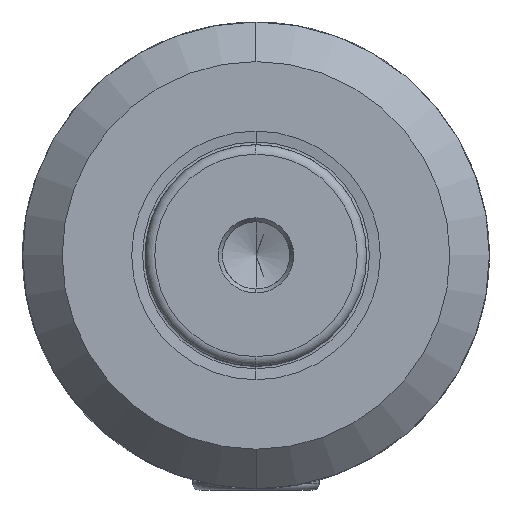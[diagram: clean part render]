
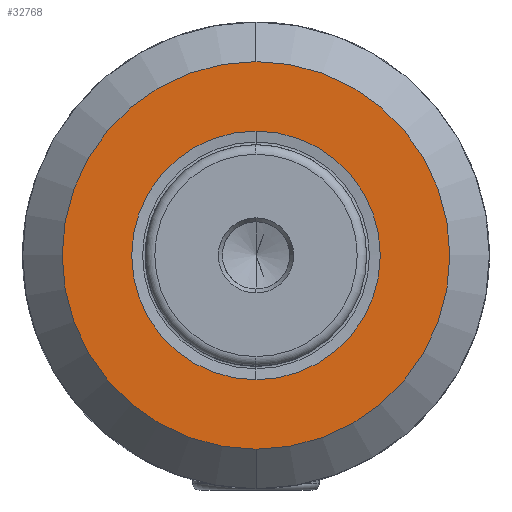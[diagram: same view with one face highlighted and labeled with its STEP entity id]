
A CAD part, left-side view. The second image highlights one B-rep face of the part: STEP entity #32768.
In plain terms, the highlighted planar face has unit normal (-1, 0, 0).
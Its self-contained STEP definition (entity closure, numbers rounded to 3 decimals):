
#956 = CIRCLE ( 'NONE', #12346, 24.5 ) ;
#2816 = AXIS2_PLACEMENT_3D ( 'NONE', #30666, #9824, #17355 ) ;
#3029 = VERTEX_POINT ( 'NONE', #6289 ) ;
#4247 = DIRECTION ( 'NONE',  ( -1., 0., 0. ) ) ;
#4782 = AXIS2_PLACEMENT_3D ( 'NONE', #26565, #34201, #26452 ) ;
#5904 = CARTESIAN_POINT ( 'NONE',  ( -86., 0., 0. ) ) ;
#6289 = CARTESIAN_POINT ( 'NONE',  ( -86., 0., 24.5 ) ) ;
#6356 = AXIS2_PLACEMENT_3D ( 'NONE', #33303, #4247, #17658 ) ;
#7392 = EDGE_CURVE ( 'NONE', #29936, #19680, #26781, .T. ) ;
#7576 = DIRECTION ( 'NONE',  ( 0., 0., 1. ) ) ;
#8569 = DIRECTION ( 'NONE',  ( -1., 0., 0. ) ) ;
#8610 = EDGE_CURVE ( 'NONE', #3029, #27092, #15528, .T. ) ;
#9824 = DIRECTION ( 'NONE',  ( 1., 0., 0. ) ) ;
#12346 = AXIS2_PLACEMENT_3D ( 'NONE', #28663, #15465, #7576 ) ;
#12473 = FACE_OUTER_BOUND ( 'NONE', #19960, .T. ) ;
#14981 = FACE_BOUND ( 'NONE', #22655, .T. ) ;
#15465 = DIRECTION ( 'NONE',  ( -1., 0., 0. ) ) ;
#15510 = CIRCLE ( 'NONE', #28036, 15.715 ) ;
#15528 = CIRCLE ( 'NONE', #6356, 24.5 ) ;
#16675 = DIRECTION ( 'NONE',  ( 0., 0., 1. ) ) ;
#17355 = DIRECTION ( 'NONE',  ( 0., 0., -1. ) ) ;
#17468 = PLANE ( 'NONE',  #2816 ) ;
#17658 = DIRECTION ( 'NONE',  ( 0., 0., 1. ) ) ;
#18692 = EDGE_CURVE ( 'NONE', #27092, #3029, #956, .T. ) ;
#19680 = VERTEX_POINT ( 'NONE', #20115 ) ;
#19960 = EDGE_LOOP ( 'NONE', ( #32240, #33076 ) ) ;
#20115 = CARTESIAN_POINT ( 'NONE',  ( -86., 0., 15.715 ) ) ;
#22376 = CARTESIAN_POINT ( 'NONE',  ( -86., 0., -15.715 ) ) ;
#22655 = EDGE_LOOP ( 'NONE', ( #29964, #29843 ) ) ;
#26452 = DIRECTION ( 'NONE',  ( 0., 0., 1. ) ) ;
#26565 = CARTESIAN_POINT ( 'NONE',  ( -86., 0., 0. ) ) ;
#26781 = CIRCLE ( 'NONE', #4782, 15.715 ) ;
#27092 = VERTEX_POINT ( 'NONE', #28001 ) ;
#28001 = CARTESIAN_POINT ( 'NONE',  ( -86., 0., -24.5 ) ) ;
#28036 = AXIS2_PLACEMENT_3D ( 'NONE', #5904, #8569, #16675 ) ;
#28663 = CARTESIAN_POINT ( 'NONE',  ( -86., 0., 0. ) ) ;
#29056 = EDGE_CURVE ( 'NONE', #19680, #29936, #15510, .T. ) ;
#29843 = ORIENTED_EDGE ( 'NONE', *, *, #7392, .F. ) ;
#29936 = VERTEX_POINT ( 'NONE', #22376 ) ;
#29964 = ORIENTED_EDGE ( 'NONE', *, *, #29056, .F. ) ;
#30666 = CARTESIAN_POINT ( 'NONE',  ( -86., 15.715, 0. ) ) ;
#32240 = ORIENTED_EDGE ( 'NONE', *, *, #18692, .T. ) ;
#32768 = ADVANCED_FACE ( 'NONE', ( #14981, #12473 ), #17468, .F. ) ;
#33076 = ORIENTED_EDGE ( 'NONE', *, *, #8610, .T. ) ;
#33303 = CARTESIAN_POINT ( 'NONE',  ( -86., 0., 0. ) ) ;
#34201 = DIRECTION ( 'NONE',  ( -1., 0., 0. ) ) ;
